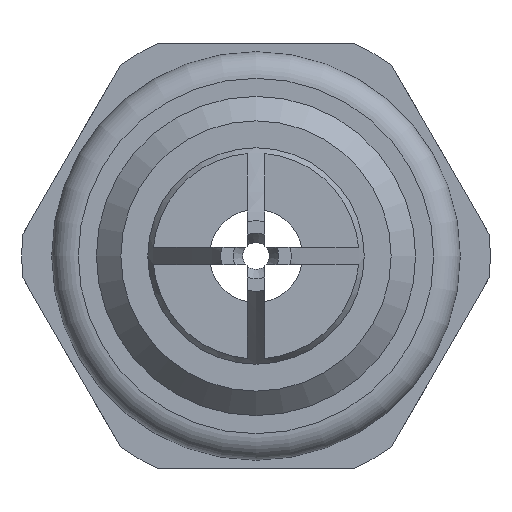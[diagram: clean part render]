
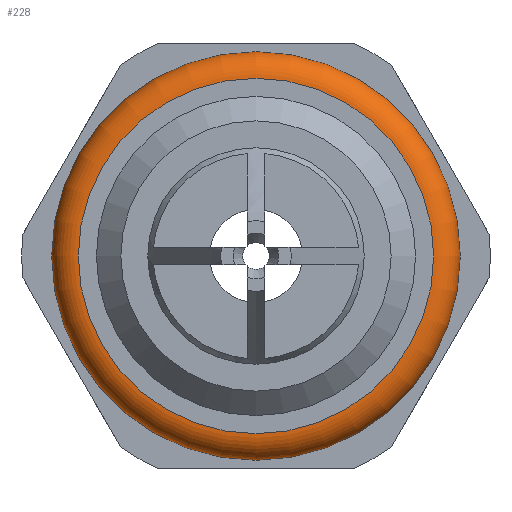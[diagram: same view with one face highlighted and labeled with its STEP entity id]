
A CAD part, left-side view. The second image highlights one B-rep face of the part: STEP entity #228.
In plain terms, the highlighted toroidal (fillet/blend) face has major radius 6.68 mm and minor radius 1 mm.
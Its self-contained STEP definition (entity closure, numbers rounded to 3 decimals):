
#228 = ADVANCED_FACE( '', ( #520, #521, #522 ), #523, .T. );
#520 = FACE_BOUND( '', #884, .T. );
#521 = FACE_OUTER_BOUND( '', #885, .T. );
#522 = FACE_OUTER_BOUND( '', #886, .T. );
#523 = TOROIDAL_SURFACE( '', #887, 6.68, 1. );
#884 = VERTEX_LOOP( '', #1521 );
#885 = EDGE_LOOP( '', ( #1522 ) );
#886 = EDGE_LOOP( '', ( #1523 ) );
#887 = AXIS2_PLACEMENT_3D( '', #1524, #1525, #1526 );
#1521 = VERTEX_POINT( '', #2290 );
#1522 = ORIENTED_EDGE( '', *, *, #2291, .T. );
#1523 = ORIENTED_EDGE( '', *, *, #2292, .F. );
#1524 = CARTESIAN_POINT( '', ( 6.167, 0., 0. ) );
#1525 = DIRECTION( '', ( 1., 0., 0. ) );
#1526 = DIRECTION( '', ( 0., 0., -1. ) );
#2290 = CARTESIAN_POINT( '', ( 6.167, 0., -7.68 ) );
#2291 = EDGE_CURVE( '', #2807, #2807, #2808, .T. );
#2292 = EDGE_CURVE( '', #2809, #2809, #2810, .T. );
#2807 = VERTEX_POINT( '', #3635 );
#2808 = CIRCLE( '', #3636, 6.68 );
#2809 = VERTEX_POINT( '', #3637 );
#2810 = CIRCLE( '', #3638, 7.623 );
#3635 = CARTESIAN_POINT( '', ( 5.167, 0., -6.68 ) );
#3636 = AXIS2_PLACEMENT_3D( '', #4212, #4213, #4214 );
#3637 = CARTESIAN_POINT( '', ( 6.5, 0., -7.623 ) );
#3638 = AXIS2_PLACEMENT_3D( '', #4215, #4216, #4217 );
#4212 = CARTESIAN_POINT( '', ( 5.167, 0., 0. ) );
#4213 = DIRECTION( '', ( 1., 0., 0. ) );
#4214 = DIRECTION( '', ( 0., 0., -1. ) );
#4215 = CARTESIAN_POINT( '', ( 6.5, 0., 0. ) );
#4216 = DIRECTION( '', ( 1., 0., 0. ) );
#4217 = DIRECTION( '', ( 0., 0., -1. ) );
